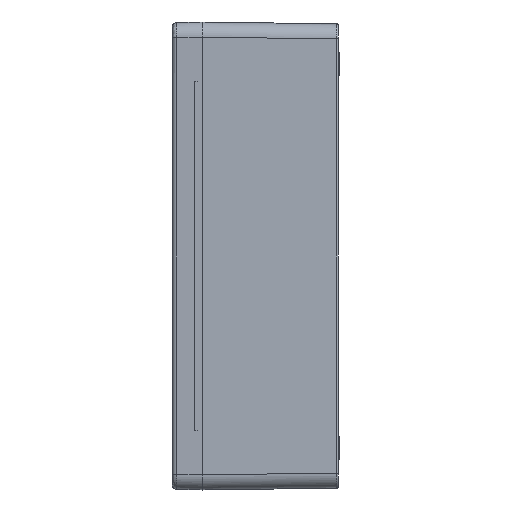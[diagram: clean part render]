
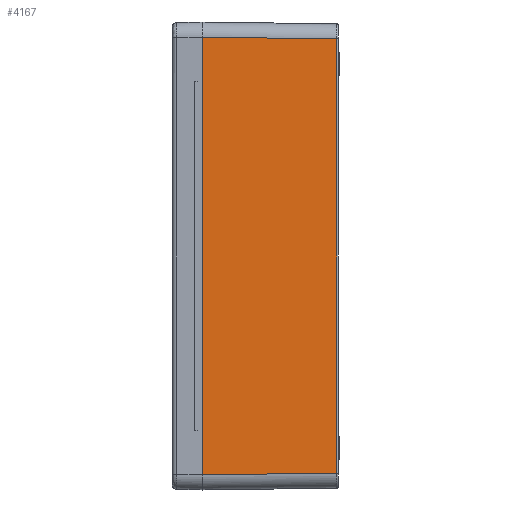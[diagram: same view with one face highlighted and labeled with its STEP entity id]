
A CAD part, left-side view. The second image highlights one B-rep face of the part: STEP entity #4167.
In plain terms, the highlighted planar face has unit normal (-1, -0.014, 0).
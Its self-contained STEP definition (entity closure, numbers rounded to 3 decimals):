
#607 = ORIENTED_EDGE ( 'NONE', *, *, #2716, .F. ) ;
#1507 = VERTEX_POINT ( 'NONE', #17534 ) ;
#2395 = DIRECTION ( 'NONE',  ( -1., -0.014, 0. ) ) ;
#2716 = EDGE_CURVE ( 'NONE', #15990, #1507, #22734, .T. ) ;
#2751 = CARTESIAN_POINT ( 'NONE',  ( -298.757, 0.986, -47.919 ) ) ;
#2979 = EDGE_CURVE ( 'NONE', #16824, #4135, #16781, .T. ) ;
#3161 = EDGE_CURVE ( 'NONE', #16824, #1507, #8373, .T. ) ;
#3271 = CARTESIAN_POINT ( 'NONE',  ( -300., 90., -145.001 ) ) ;
#3984 = DIRECTION ( 'NONE',  ( -0.014, 1., 0. ) ) ;
#4113 = CARTESIAN_POINT ( 'NONE',  ( -300., 90., 145.001 ) ) ;
#4135 = VERTEX_POINT ( 'NONE', #4113 ) ;
#4167 = ADVANCED_FACE ( 'NONE', ( #14864 ), #11437, .T. ) ;
#4356 = CARTESIAN_POINT ( 'NONE',  ( -299.586, 60.329, 144.587 ) ) ;
#4586 = CARTESIAN_POINT ( 'NONE',  ( -298.757, 0.986, 143.758 ) ) ;
#5227 = EDGE_LOOP ( 'NONE', ( #22846, #14456, #10400, #607 ) ) ;
#6414 = CARTESIAN_POINT ( 'NONE',  ( -298.757, 0.986, 143.758 ) ) ;
#7489 = DIRECTION ( 'NONE',  ( 0., 0., 1. ) ) ;
#7551 = CARTESIAN_POINT ( 'NONE',  ( -298.757, 0.986, 143.758 ) ) ;
#8373 = B_SPLINE_CURVE_WITH_KNOTS ( 'NONE', 3,
 ( #17546, #17425, #8500, #11935 ),
 .UNSPECIFIED., .F., .F.,
 ( 4, 4 ),
 ( 0., 1. ),
 .UNSPECIFIED. ) ;
#8500 = CARTESIAN_POINT ( 'NONE',  ( -299.171, 30.657, -144.172 ) ) ;
#9172 = B_SPLINE_CURVE_WITH_KNOTS ( 'NONE', 3,
 ( #21245, #4356, #19390, #6414 ),
 .UNSPECIFIED., .F., .F.,
 ( 4, 4 ),
 ( 0., 1. ),
 .UNSPECIFIED. ) ;
#10400 = ORIENTED_EDGE ( 'NONE', *, *, #3161, .T. ) ;
#11437 = PLANE ( 'NONE',  #15781 ) ;
#11555 = CARTESIAN_POINT ( 'NONE',  ( -298.757, 0.986, 47.919 ) ) ;
#11935 = CARTESIAN_POINT ( 'NONE',  ( -298.757, 0.986, -143.758 ) ) ;
#14456 = ORIENTED_EDGE ( 'NONE', *, *, #2979, .F. ) ;
#14864 = FACE_OUTER_BOUND ( 'NONE', #5227, .T. ) ;
#15781 = AXIS2_PLACEMENT_3D ( 'NONE', #18783, #2395, #3984 ) ;
#15990 = VERTEX_POINT ( 'NONE', #7551 ) ;
#16781 = LINE ( 'NONE', #20225, #21214 ) ;
#16824 = VERTEX_POINT ( 'NONE', #3271 ) ;
#17425 = CARTESIAN_POINT ( 'NONE',  ( -299.586, 60.329, -144.587 ) ) ;
#17534 = CARTESIAN_POINT ( 'NONE',  ( -298.757, 0.986, -143.758 ) ) ;
#17546 = CARTESIAN_POINT ( 'NONE',  ( -300., 90., -145.001 ) ) ;
#18783 = CARTESIAN_POINT ( 'NONE',  ( -300., 90., -164.915 ) ) ;
#19390 = CARTESIAN_POINT ( 'NONE',  ( -299.171, 30.657, 144.172 ) ) ;
#19944 = EDGE_CURVE ( 'NONE', #4135, #15990, #9172, .T. ) ;
#20225 = CARTESIAN_POINT ( 'NONE',  ( -300., 90., -145.001 ) ) ;
#21214 = VECTOR ( 'NONE', #7489, 1000. ) ;
#21245 = CARTESIAN_POINT ( 'NONE',  ( -300., 90., 145.001 ) ) ;
#22734 = B_SPLINE_CURVE_WITH_KNOTS ( 'NONE', 3,
 ( #4586, #11555, #2751, #23085 ),
 .UNSPECIFIED., .F., .F.,
 ( 4, 4 ),
 ( 0., 1. ),
 .UNSPECIFIED. ) ;
#22846 = ORIENTED_EDGE ( 'NONE', *, *, #19944, .F. ) ;
#23085 = CARTESIAN_POINT ( 'NONE',  ( -298.757, 0.986, -143.758 ) ) ;
